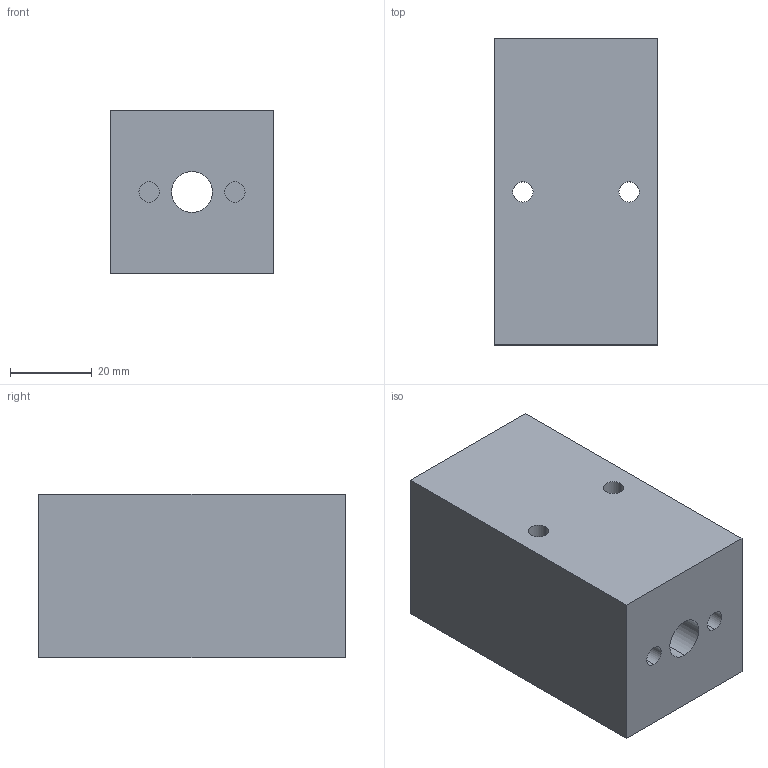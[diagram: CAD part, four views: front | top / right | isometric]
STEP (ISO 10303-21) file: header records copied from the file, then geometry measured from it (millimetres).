
FILE_DESCRIPTION (( 'STEP AP203' ), '1' );
FILE_NAME ('SpindleBlock.STEP', '2012-04-05T15:48:15', ( '' ), ( '' ), 'SwSTEP 2.0', 'SolidWorks 2010', '' );
FILE_SCHEMA (( 'CONFIG_CONTROL_DESIGN' ));
Length unit declared in the file: millimetre
Products named in the file (1): SpindleBlock
Bounding box: 40 x 75 x 40 mm (x, y, z)
Volume: 110967.9 mm3; surface area: 19833.8 mm2
Topology: 1 solids, 1 shells, 24 faces, 54 edges, 36 vertices
Faces by surface type: cylinder 14, plane 10
Entity records: 775 total; most frequent: DIRECTION 132, CARTESIAN_POINT 115, ORIENTED_EDGE 108, EDGE_CURVE 54, AXIS2_PLACEMENT_3D 53, VERTEX_POINT 36, EDGE_LOOP 34, CIRCLE 28
